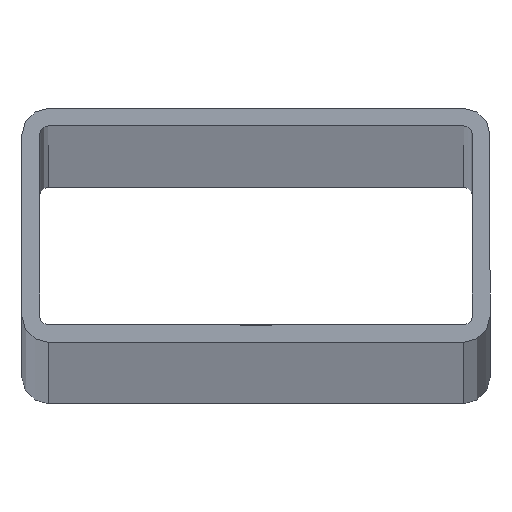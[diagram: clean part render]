
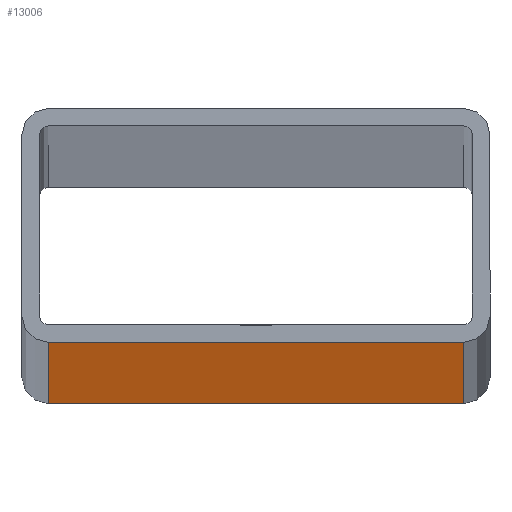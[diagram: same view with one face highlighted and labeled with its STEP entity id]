
A CAD part, top view. The second image highlights one B-rep face of the part: STEP entity #13006.
In plain terms, the highlighted planar face has unit normal (0, -1, 0).
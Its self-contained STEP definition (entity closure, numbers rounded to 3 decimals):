
#269 = EDGE_LOOP ( 'NONE', ( #9462, #12501, #4453, #6795 ) ) ;
#393 = LINE ( 'NONE', #10497, #8276 ) ;
#652 = VERTEX_POINT ( 'NONE', #11946 ) ;
#733 = VERTEX_POINT ( 'NONE', #9870 ) ;
#1472 = VECTOR ( 'NONE', #12769, 1000. ) ;
#1526 = LINE ( 'NONE', #4305, #12159 ) ;
#2257 = LINE ( 'NONE', #4563, #1472 ) ;
#2396 = DIRECTION ( 'NONE',  ( 1., 0., 0. ) ) ;
#2891 = LINE ( 'NONE', #8661, #12264 ) ;
#3057 = CARTESIAN_POINT ( 'NONE',  ( 35.5, -20., -6000. ) ) ;
#4305 = CARTESIAN_POINT ( 'NONE',  ( -40., -20., 0. ) ) ;
#4315 = AXIS2_PLACEMENT_3D ( 'NONE', #11026, #4850, #13266 ) ;
#4453 = ORIENTED_EDGE ( 'NONE', *, *, #11848, .T. ) ;
#4563 = CARTESIAN_POINT ( 'NONE',  ( 35.5, -20., -6000. ) ) ;
#4850 = DIRECTION ( 'NONE',  ( 0., -1., 0. ) ) ;
#5675 = DIRECTION ( 'NONE',  ( 1., 0., 0. ) ) ;
#6398 = VERTEX_POINT ( 'NONE', #3057 ) ;
#6600 = DIRECTION ( 'NONE',  ( 0., 0., -1. ) ) ;
#6795 = ORIENTED_EDGE ( 'NONE', *, *, #11180, .T. ) ;
#6985 = EDGE_CURVE ( 'NONE', #733, #652, #393, .T. ) ;
#7686 = EDGE_CURVE ( 'NONE', #733, #9131, #1526, .T. ) ;
#8276 = VECTOR ( 'NONE', #6600, 1000. ) ;
#8661 = CARTESIAN_POINT ( 'NONE',  ( -40., -20., -6000. ) ) ;
#9131 = VERTEX_POINT ( 'NONE', #11308 ) ;
#9462 = ORIENTED_EDGE ( 'NONE', *, *, #7686, .F. ) ;
#9870 = CARTESIAN_POINT ( 'NONE',  ( -35.5, -20., 0. ) ) ;
#10317 = FACE_OUTER_BOUND ( 'NONE', #269, .T. ) ;
#10497 = CARTESIAN_POINT ( 'NONE',  ( -35.5, -20., -6000. ) ) ;
#11026 = CARTESIAN_POINT ( 'NONE',  ( -40., -20., -6000. ) ) ;
#11153 = PLANE ( 'NONE',  #4315 ) ;
#11180 = EDGE_CURVE ( 'NONE', #6398, #9131, #2257, .T. ) ;
#11308 = CARTESIAN_POINT ( 'NONE',  ( 35.5, -20., 0. ) ) ;
#11848 = EDGE_CURVE ( 'NONE', #652, #6398, #2891, .T. ) ;
#11946 = CARTESIAN_POINT ( 'NONE',  ( -35.5, -20., -6000. ) ) ;
#12159 = VECTOR ( 'NONE', #2396, 1000. ) ;
#12264 = VECTOR ( 'NONE', #5675, 1000. ) ;
#12501 = ORIENTED_EDGE ( 'NONE', *, *, #6985, .T. ) ;
#12769 = DIRECTION ( 'NONE',  ( 0., 0., 1. ) ) ;
#13006 = ADVANCED_FACE ( 'NONE', ( #10317 ), #11153, .T. ) ;
#13266 = DIRECTION ( 'NONE',  ( 0., 0., -1. ) ) ;
